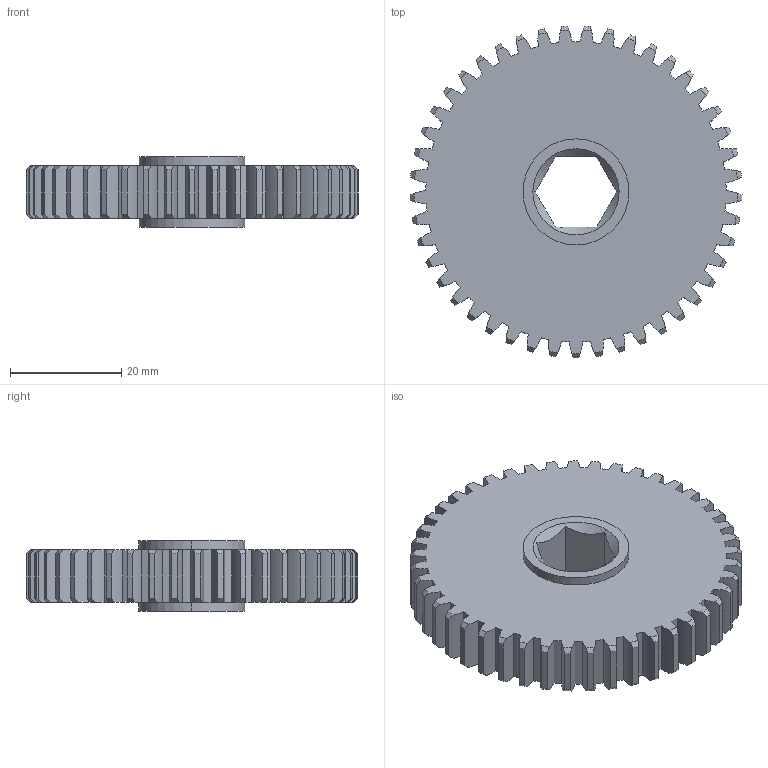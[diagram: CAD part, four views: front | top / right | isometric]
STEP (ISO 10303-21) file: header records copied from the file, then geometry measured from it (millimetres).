
FILE_DESCRIPTION (( 'STEP AP214' ), '1' );
FILE_NAME ('am-4712 45T 20DP 500Hex 375 FW No Pockets.STEP', '2025-01-07T21:06:17', ( '' ), ( '' ), 'SwSTEP 2.0', 'SolidWorks 2024', '' );
FILE_SCHEMA (( 'AUTOMOTIVE_DESIGN' ));
Length unit declared in the file: inch
Products named in the file (1): am-4712 45T 20DP 500Hex 375 FW No Pockets
Bounding box: 59.68 x 59.65 x 12.7 mm (x, y, z)
Volume: 23087.6 mm3; surface area: 8931.9 mm2
Topology: 1 solids, 1 shells, 292 faces, 860 edges, 572 vertices
Faces by surface type: cylinder 188, cone 94, plane 10
Entity records: 10541 total; most frequent: CARTESIAN_POINT 2643, DIRECTION 1720, ORIENTED_EDGE 1720, EDGE_CURVE 860, AXIS2_PLACEMENT_3D 761, VERTEX_POINT 572, CIRCLE 468, EDGE_LOOP 296
